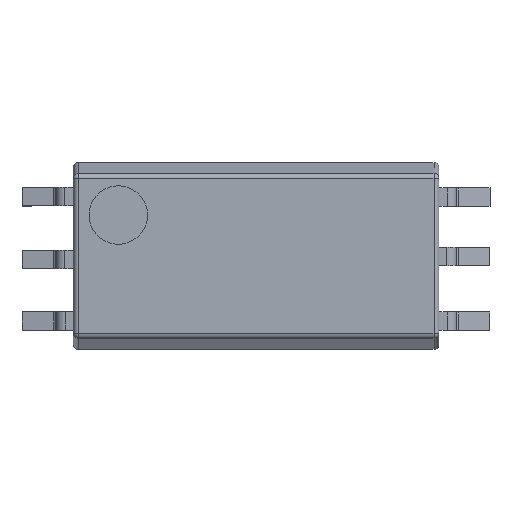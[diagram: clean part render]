
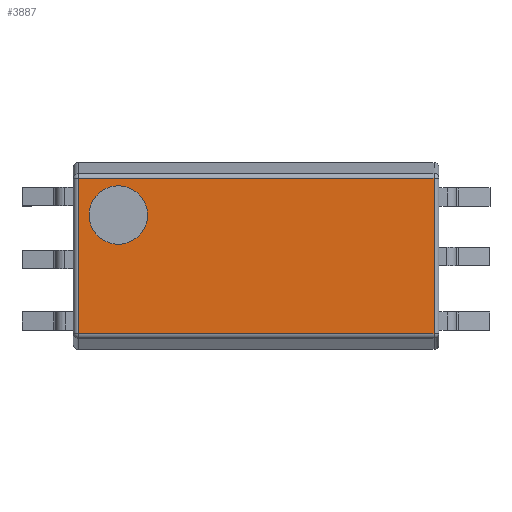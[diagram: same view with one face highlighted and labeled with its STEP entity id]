
A CAD part, top view. The second image highlights one B-rep face of the part: STEP entity #3887.
In plain terms, the highlighted planar face has unit normal (0, 0, 1).
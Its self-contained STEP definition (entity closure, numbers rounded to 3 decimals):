
#1087 = CYLINDRICAL_SURFACE('',#1088,0.1);
#1088 = AXIS2_PLACEMENT_3D('',#1089,#1090,#1091);
#1089 = CARTESIAN_POINT('',(-3.62,-1.531,2.1));
#1090 = DIRECTION('',(0.,1.,0.));
#1091 = DIRECTION('',(0.,0.,1.));
#1729 = VERTEX_POINT('',#1730);
#1730 = CARTESIAN_POINT('',(-3.62,-1.531,2.2));
#1752 = VERTEX_POINT('',#1753);
#1753 = CARTESIAN_POINT('',(-3.62,1.651,2.2));
#1778 = EDGE_CURVE('',#1729,#1752,#1779,.T.);
#1779 = SURFACE_CURVE('',#1780,(#1784,#1791),.PCURVE_S1.);
#1780 = LINE('',#1781,#1782);
#1781 = CARTESIAN_POINT('',(-3.62,-1.531,2.2));
#1782 = VECTOR('',#1783,1.);
#1783 = DIRECTION('',(0.,1.,0.));
#1784 = PCURVE('',#1087,#1785);
#1785 = DEFINITIONAL_REPRESENTATION('',(#1786),#1790);
#1786 = LINE('',#1787,#1788);
#1787 = CARTESIAN_POINT('',(0.,0.));
#1788 = VECTOR('',#1789,1.);
#1789 = DIRECTION('',(0.,1.));
#1790 = ( GEOMETRIC_REPRESENTATION_CONTEXT(2) 
PARAMETRIC_REPRESENTATION_CONTEXT() REPRESENTATION_CONTEXT('2D SPACE',''
  ) );
#1791 = PCURVE('',#1792,#1797);
#1792 = PLANE('',#1793);
#1793 = AXIS2_PLACEMENT_3D('',#1794,#1795,#1796);
#1794 = CARTESIAN_POINT('',(-3.72,-1.61,2.2));
#1795 = DIRECTION('',(0.,0.,1.));
#1796 = DIRECTION('',(0.,1.,0.));
#1797 = DEFINITIONAL_REPRESENTATION('',(#1798),#1802);
#1798 = LINE('',#1799,#1800);
#1799 = CARTESIAN_POINT('',(0.079,-0.1));
#1800 = VECTOR('',#1801,1.);
#1801 = DIRECTION('',(1.,0.));
#1802 = ( GEOMETRIC_REPRESENTATION_CONTEXT(2) 
PARAMETRIC_REPRESENTATION_CONTEXT() REPRESENTATION_CONTEXT('2D SPACE',''
  ) );
#3751 = CYLINDRICAL_SURFACE('',#3752,0.1);
#3752 = AXIS2_PLACEMENT_3D('',#3753,#3754,#3755);
#3753 = CARTESIAN_POINT('',(-3.72,-1.531,2.1));
#3754 = DIRECTION('',(1.,0.,0.));
#3755 = DIRECTION('',(0.,-0.973,
    0.232));
#3887 = ADVANCED_FACE('',(#3888,#3968),#1792,.T.);
#3888 = FACE_BOUND('',#3889,.T.);
#3889 = EDGE_LOOP('',(#3890,#3920,#3946,#3947));
#3890 = ORIENTED_EDGE('',*,*,#3891,.T.);
#3891 = EDGE_CURVE('',#3892,#3894,#3896,.T.);
#3892 = VERTEX_POINT('',#3893);
#3893 = CARTESIAN_POINT('',(3.68,-1.531,2.2));
#3894 = VERTEX_POINT('',#3895);
#3895 = CARTESIAN_POINT('',(3.68,1.651,2.2));
#3896 = SURFACE_CURVE('',#3897,(#3901,#3908),.PCURVE_S1.);
#3897 = LINE('',#3898,#3899);
#3898 = CARTESIAN_POINT('',(3.68,-1.61,2.2));
#3899 = VECTOR('',#3900,1.);
#3900 = DIRECTION('',(0.,1.,0.));
#3901 = PCURVE('',#1792,#3902);
#3902 = DEFINITIONAL_REPRESENTATION('',(#3903),#3907);
#3903 = LINE('',#3904,#3905);
#3904 = CARTESIAN_POINT('',(0.,-7.4));
#3905 = VECTOR('',#3906,1.);
#3906 = DIRECTION('',(1.,0.));
#3907 = ( GEOMETRIC_REPRESENTATION_CONTEXT(2) 
PARAMETRIC_REPRESENTATION_CONTEXT() REPRESENTATION_CONTEXT('2D SPACE',''
  ) );
#3908 = PCURVE('',#3909,#3914);
#3909 = CYLINDRICAL_SURFACE('',#3910,0.1);
#3910 = AXIS2_PLACEMENT_3D('',#3911,#3912,#3913);
#3911 = CARTESIAN_POINT('',(3.68,-1.61,2.1));
#3912 = DIRECTION('',(0.,1.,0.));
#3913 = DIRECTION('',(0.,0.,1.));
#3914 = DEFINITIONAL_REPRESENTATION('',(#3915),#3919);
#3915 = LINE('',#3916,#3917);
#3916 = CARTESIAN_POINT('',(0.,0.));
#3917 = VECTOR('',#3918,1.);
#3918 = DIRECTION('',(0.,1.));
#3919 = ( GEOMETRIC_REPRESENTATION_CONTEXT(2) 
PARAMETRIC_REPRESENTATION_CONTEXT() REPRESENTATION_CONTEXT('2D SPACE',''
  ) );
#3920 = ORIENTED_EDGE('',*,*,#3921,.F.);
#3921 = EDGE_CURVE('',#1752,#3894,#3922,.T.);
#3922 = SURFACE_CURVE('',#3923,(#3927,#3934),.PCURVE_S1.);
#3923 = LINE('',#3924,#3925);
#3924 = CARTESIAN_POINT('',(-3.72,1.651,2.2));
#3925 = VECTOR('',#3926,1.);
#3926 = DIRECTION('',(1.,0.,0.));
#3927 = PCURVE('',#1792,#3928);
#3928 = DEFINITIONAL_REPRESENTATION('',(#3929),#3933);
#3929 = LINE('',#3930,#3931);
#3930 = CARTESIAN_POINT('',(3.261,0.));
#3931 = VECTOR('',#3932,1.);
#3932 = DIRECTION('',(0.,-1.));
#3933 = ( GEOMETRIC_REPRESENTATION_CONTEXT(2) 
PARAMETRIC_REPRESENTATION_CONTEXT() REPRESENTATION_CONTEXT('2D SPACE',''
  ) );
#3934 = PCURVE('',#3935,#3940);
#3935 = CYLINDRICAL_SURFACE('',#3936,0.1);
#3936 = AXIS2_PLACEMENT_3D('',#3937,#3938,#3939);
#3937 = CARTESIAN_POINT('',(-3.72,1.651,2.1));
#3938 = DIRECTION('',(1.,0.,0.));
#3939 = DIRECTION('',(0.,0.,1.));
#3940 = DEFINITIONAL_REPRESENTATION('',(#3941),#3945);
#3941 = LINE('',#3942,#3943);
#3942 = CARTESIAN_POINT('',(0.,0.));
#3943 = VECTOR('',#3944,1.);
#3944 = DIRECTION('',(0.,1.));
#3945 = ( GEOMETRIC_REPRESENTATION_CONTEXT(2) 
PARAMETRIC_REPRESENTATION_CONTEXT() REPRESENTATION_CONTEXT('2D SPACE',''
  ) );
#3946 = ORIENTED_EDGE('',*,*,#1778,.F.);
#3947 = ORIENTED_EDGE('',*,*,#3948,.T.);
#3948 = EDGE_CURVE('',#1729,#3892,#3949,.T.);
#3949 = SURFACE_CURVE('',#3950,(#3954,#3961),.PCURVE_S1.);
#3950 = LINE('',#3951,#3952);
#3951 = CARTESIAN_POINT('',(-3.72,-1.531,2.2));
#3952 = VECTOR('',#3953,1.);
#3953 = DIRECTION('',(1.,0.,0.));
#3954 = PCURVE('',#1792,#3955);
#3955 = DEFINITIONAL_REPRESENTATION('',(#3956),#3960);
#3956 = LINE('',#3957,#3958);
#3957 = CARTESIAN_POINT('',(0.079,0.));
#3958 = VECTOR('',#3959,1.);
#3959 = DIRECTION('',(0.,-1.));
#3960 = ( GEOMETRIC_REPRESENTATION_CONTEXT(2) 
PARAMETRIC_REPRESENTATION_CONTEXT() REPRESENTATION_CONTEXT('2D SPACE',''
  ) );
#3961 = PCURVE('',#3751,#3962);
#3962 = DEFINITIONAL_REPRESENTATION('',(#3963),#3967);
#3963 = LINE('',#3964,#3965);
#3964 = CARTESIAN_POINT('',(-1.337,0.));
#3965 = VECTOR('',#3966,1.);
#3966 = DIRECTION('',(0.,1.));
#3967 = ( GEOMETRIC_REPRESENTATION_CONTEXT(2) 
PARAMETRIC_REPRESENTATION_CONTEXT() REPRESENTATION_CONTEXT('2D SPACE',''
  ) );
#3968 = FACE_BOUND('',#3969,.T.);
#3969 = EDGE_LOOP('',(#3970));
#3970 = ORIENTED_EDGE('',*,*,#3971,.F.);
#3971 = EDGE_CURVE('',#3972,#3972,#3974,.T.);
#3972 = VERTEX_POINT('',#3973);
#3973 = CARTESIAN_POINT('',(-2.2,0.9,2.2));
#3974 = SURFACE_CURVE('',#3975,(#3980,#3987),.PCURVE_S1.);
#3975 = CIRCLE('',#3976,0.6);
#3976 = AXIS2_PLACEMENT_3D('',#3977,#3978,#3979);
#3977 = CARTESIAN_POINT('',(-2.8,0.9,2.2));
#3978 = DIRECTION('',(0.,0.,1.));
#3979 = DIRECTION('',(1.,0.,0.));
#3980 = PCURVE('',#1792,#3981);
#3981 = DEFINITIONAL_REPRESENTATION('',(#3982),#3986);
#3982 = CIRCLE('',#3983,0.6);
#3983 = AXIS2_PLACEMENT_2D('',#3984,#3985);
#3984 = CARTESIAN_POINT('',(2.51,-0.92));
#3985 = DIRECTION('',(0.,-1.));
#3986 = ( GEOMETRIC_REPRESENTATION_CONTEXT(2) 
PARAMETRIC_REPRESENTATION_CONTEXT() REPRESENTATION_CONTEXT('2D SPACE',''
  ) );
#3987 = PCURVE('',#3988,#3993);
#3988 = CYLINDRICAL_SURFACE('',#3989,0.6);
#3989 = AXIS2_PLACEMENT_3D('',#3990,#3991,#3992);
#3990 = CARTESIAN_POINT('',(-2.8,0.9,2.11));
#3991 = DIRECTION('',(0.,0.,1.));
#3992 = DIRECTION('',(1.,0.,0.));
#3993 = DEFINITIONAL_REPRESENTATION('',(#3994),#3998);
#3994 = LINE('',#3995,#3996);
#3995 = CARTESIAN_POINT('',(0.,0.09));
#3996 = VECTOR('',#3997,1.);
#3997 = DIRECTION('',(1.,0.));
#3998 = ( GEOMETRIC_REPRESENTATION_CONTEXT(2) 
PARAMETRIC_REPRESENTATION_CONTEXT() REPRESENTATION_CONTEXT('2D SPACE',''
  ) );
